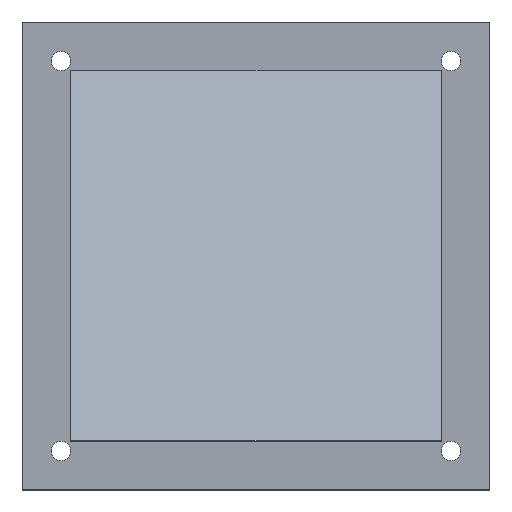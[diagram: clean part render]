
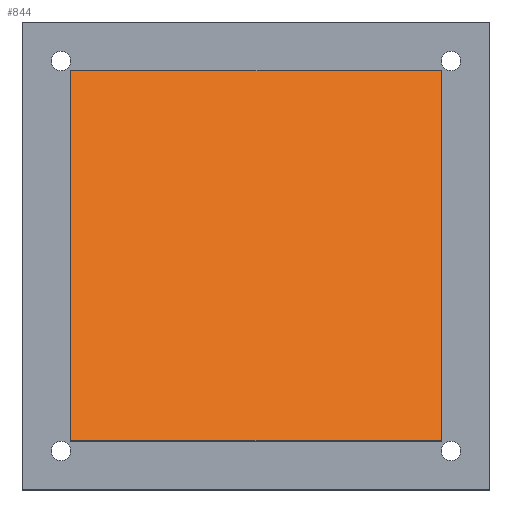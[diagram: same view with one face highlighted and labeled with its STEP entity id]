
A CAD part, top view. The second image highlights one B-rep face of the part: STEP entity #844.
In plain terms, the highlighted planar face has unit normal (0, 0.707, 0.707).
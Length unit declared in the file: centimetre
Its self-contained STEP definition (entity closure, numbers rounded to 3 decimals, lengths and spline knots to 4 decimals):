
#13 = CARTESIAN_POINT ( 'NONE',  ( 10.75, -1.25, 0.5 ) ) ;
#17 = LINE ( 'NONE', #747, #424 ) ;
#41 = VERTEX_POINT ( 'NONE', #13 ) ;
#65 = PLANE ( 'NONE',  #827 ) ;
#66 = VERTEX_POINT ( 'NONE', #451 ) ;
#77 = FACE_OUTER_BOUND ( 'NONE', #562, .T. ) ;
#92 = CARTESIAN_POINT ( 'NONE',  ( 1.25, -10.75, 10. ) ) ;
#139 = EDGE_CURVE ( 'NONE', #490, #66, #17, .T. ) ;
#148 = LINE ( 'NONE', #727, #551 ) ;
#184 = ORIENTED_EDGE ( 'NONE', *, *, #248, .T. ) ;
#186 = DIRECTION ( 'NONE',  ( 1., 0., 0. ) ) ;
#224 = ORIENTED_EDGE ( 'NONE', *, *, #139, .F. ) ;
#248 = EDGE_CURVE ( 'NONE', #490, #596, #689, .T. ) ;
#299 = DIRECTION ( 'NONE',  ( 0., 0.707, -0.707 ) ) ;
#334 = VECTOR ( 'NONE', #429, 100. ) ;
#358 = CARTESIAN_POINT ( 'NONE',  ( 1.25, -1.25, 0.5 ) ) ;
#419 = CARTESIAN_POINT ( 'NONE',  ( 10.75, -1.25, 0.5 ) ) ;
#424 = VECTOR ( 'NONE', #589, 100. ) ;
#429 = DIRECTION ( 'NONE',  ( -1., 0., 0. ) ) ;
#451 = CARTESIAN_POINT ( 'NONE',  ( 1.25, -1.25, 0.5 ) ) ;
#468 = VECTOR ( 'NONE', #186, 100. ) ;
#490 = VERTEX_POINT ( 'NONE', #92 ) ;
#507 = LINE ( 'NONE', #419, #334 ) ;
#551 = VECTOR ( 'NONE', #299, 100. ) ;
#562 = EDGE_LOOP ( 'NONE', ( #697, #821, #224, #184 ) ) ;
#589 = DIRECTION ( 'NONE',  ( 0., 0.707, -0.707 ) ) ;
#596 = VERTEX_POINT ( 'NONE', #812 ) ;
#689 = LINE ( 'NONE', #765, #468 ) ;
#697 = ORIENTED_EDGE ( 'NONE', *, *, #824, .T. ) ;
#727 = CARTESIAN_POINT ( 'NONE',  ( 10.75, -1.25, 0.5 ) ) ;
#747 = CARTESIAN_POINT ( 'NONE',  ( 1.25, -1.25, 0.5 ) ) ;
#765 = CARTESIAN_POINT ( 'NONE',  ( 1.25, -10.75, 10. ) ) ;
#812 = CARTESIAN_POINT ( 'NONE',  ( 10.75, -10.75, 10. ) ) ;
#821 = ORIENTED_EDGE ( 'NONE', *, *, #838, .T. ) ;
#824 = EDGE_CURVE ( 'NONE', #596, #41, #148, .T. ) ;
#827 = AXIS2_PLACEMENT_3D ( 'NONE', #358, #877, #934 ) ;
#838 = EDGE_CURVE ( 'NONE', #41, #66, #507, .T. ) ;
#844 = ADVANCED_FACE ( 'NONE', ( #77 ), #65, .F. ) ;
#877 = DIRECTION ( 'NONE',  ( 0., -0.707, -0.707 ) ) ;
#934 = DIRECTION ( 'NONE',  ( 0., 0.707, -0.707 ) ) ;
